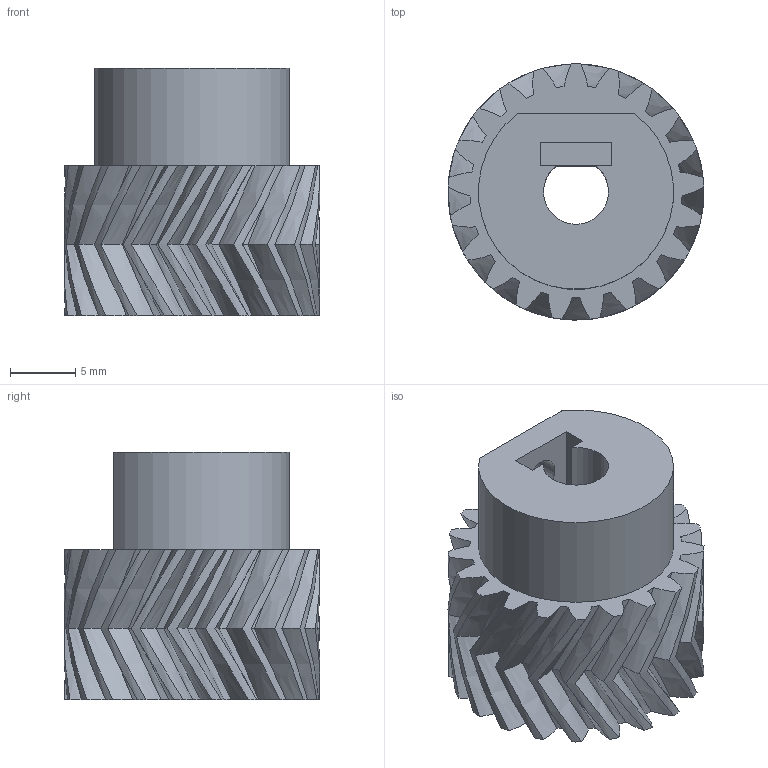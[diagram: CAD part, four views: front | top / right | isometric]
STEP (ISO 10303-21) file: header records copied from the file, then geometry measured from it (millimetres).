
FILE_DESCRIPTION(/* description */ (''),/* implementation_level */ '2;1');
FILE_NAME(/* name */ '21 Tooth Herringbone Gear.stp',/* time_stamp */ '2020-06-08T18:38:38+01:00',/* author */ ('isaac879'),/* organization */ (''),/* preprocessor_version */ 'ST-DEVELOPER v18',/* originating_system */ 'Autodesk Inventor 2020',/* authorisation */ '');
FILE_SCHEMA (('AUTOMOTIVE_DESIGN { 1 0 10303 214 3 1 1 }'));
Length unit declared in the file: millimetre
Products named in the file (1): 21 Tooth Herringbone Gear
Bounding box: 19.68 x 19.68 x 19 mm (x, y, z)
Volume: 3793 mm3; surface area: 2496.4 mm2
Topology: 1 solids, 1 shells, 162 faces, 435 edges, 276 vertices
Faces by surface type: bspline 126, cylinder 24, plane 12
Full cylindrical faces by diameter (mm): 3 x1
Entity records: 7125 total; most frequent: CARTESIAN_POINT 3925, ORIENTED_EDGE 870, EDGE_CURVE 435, B_SPLINE_CURVE_WITH_KNOTS 359, VERTEX_POINT 276, DIRECTION 198, EDGE_LOOP 167, STYLED_ITEM 162
